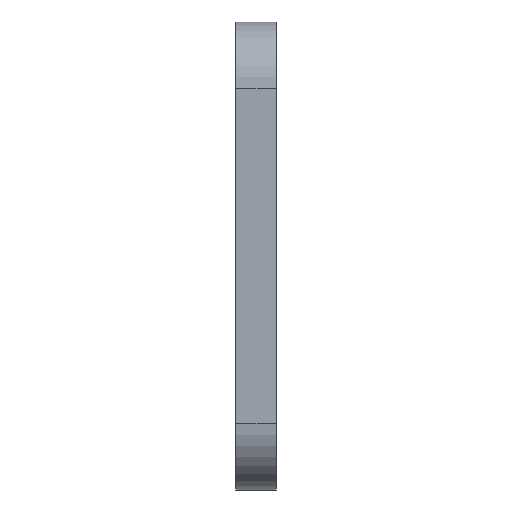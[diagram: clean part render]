
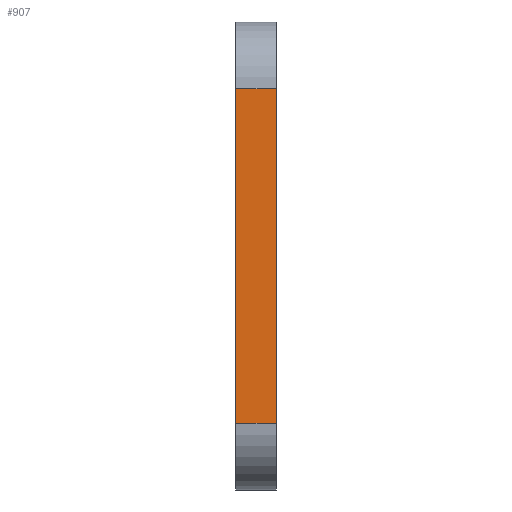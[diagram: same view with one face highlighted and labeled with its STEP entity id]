
A CAD part, left-side view. The second image highlights one B-rep face of the part: STEP entity #907.
In plain terms, the highlighted planar face has unit normal (-1, 0, 0).
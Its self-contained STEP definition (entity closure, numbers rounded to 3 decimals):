
#16 = EDGE_CURVE ( 'NONE', #911, #94, #122, .T. ) ;
#43 = LINE ( 'NONE', #556, #318 ) ;
#94 = VERTEX_POINT ( 'NONE', #156 ) ;
#119 = DIRECTION ( 'NONE',  ( 0., 1., 0. ) ) ;
#122 = LINE ( 'NONE', #937, #829 ) ;
#136 = DIRECTION ( 'NONE',  ( 1., 0., 0. ) ) ;
#156 = CARTESIAN_POINT ( 'NONE',  ( -100., 6., 25. ) ) ;
#199 = DIRECTION ( 'NONE',  ( 0., -1., 0. ) ) ;
#276 = ORIENTED_EDGE ( 'NONE', *, *, #467, .T. ) ;
#295 = VERTEX_POINT ( 'NONE', #324 ) ;
#314 = AXIS2_PLACEMENT_3D ( 'NONE', #929, #136, #343 ) ;
#318 = VECTOR ( 'NONE', #349, 1000. ) ;
#324 = CARTESIAN_POINT ( 'NONE',  ( -100., 0., -25. ) ) ;
#343 = DIRECTION ( 'NONE',  ( 0., 0., -1. ) ) ;
#349 = DIRECTION ( 'NONE',  ( 0., 0., 1. ) ) ;
#351 = EDGE_LOOP ( 'NONE', ( #904, #276, #782, #633 ) ) ;
#406 = CARTESIAN_POINT ( 'NONE',  ( -100., 6., 25. ) ) ;
#424 = EDGE_CURVE ( 'NONE', #295, #553, #43, .T. ) ;
#467 = EDGE_CURVE ( 'NONE', #911, #295, #798, .T. ) ;
#504 = CARTESIAN_POINT ( 'NONE',  ( -100., 0., 25. ) ) ;
#553 = VERTEX_POINT ( 'NONE', #504 ) ;
#556 = CARTESIAN_POINT ( 'NONE',  ( -100., 0., 35. ) ) ;
#571 = PLANE ( 'NONE',  #314 ) ;
#619 = VECTOR ( 'NONE', #119, 1000. ) ;
#633 = ORIENTED_EDGE ( 'NONE', *, *, #800, .T. ) ;
#634 = FACE_OUTER_BOUND ( 'NONE', #351, .T. ) ;
#639 = VECTOR ( 'NONE', #199, 1000. ) ;
#782 = ORIENTED_EDGE ( 'NONE', *, *, #424, .T. ) ;
#788 = LINE ( 'NONE', #406, #619 ) ;
#798 = LINE ( 'NONE', #930, #639 ) ;
#800 = EDGE_CURVE ( 'NONE', #553, #94, #788, .T. ) ;
#829 = VECTOR ( 'NONE', #859, 1000. ) ;
#859 = DIRECTION ( 'NONE',  ( 0., 0., 1. ) ) ;
#861 = CARTESIAN_POINT ( 'NONE',  ( -100., 6., -25. ) ) ;
#904 = ORIENTED_EDGE ( 'NONE', *, *, #16, .F. ) ;
#907 = ADVANCED_FACE ( 'NONE', ( #634 ), #571, .F. ) ;
#911 = VERTEX_POINT ( 'NONE', #861 ) ;
#929 = CARTESIAN_POINT ( 'NONE',  ( -100., 6., 35. ) ) ;
#930 = CARTESIAN_POINT ( 'NONE',  ( -100., 6., -25. ) ) ;
#937 = CARTESIAN_POINT ( 'NONE',  ( -100., 6., 35. ) ) ;
